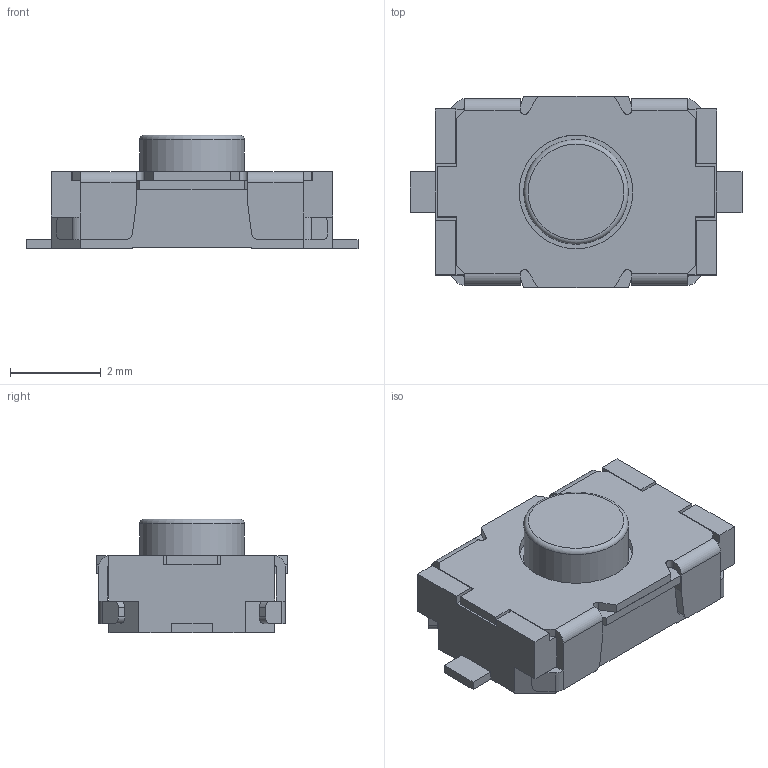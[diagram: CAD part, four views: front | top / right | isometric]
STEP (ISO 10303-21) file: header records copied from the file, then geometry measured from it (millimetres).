
FILE_DESCRIPTION(/* description */ ('Unknown'),/* implementation_level */ '2;1');
FILE_NAME(/* name */ '4307x10258x6',/* time_stamp */ '2020-05-07T13:48:45+02:00',/* author */ ('Unknown'),/* organization */ ('Unknown'),/* preprocessor_version */ 'ST-DEVELOPER v16.7',/* originating_system */ 'DEX',/* authorisation */ $);
FILE_SCHEMA (('AUTOMOTIVE_DESIGN {1 0 10303 214 3 1 1}'));
Length unit declared in the file: millimetre
Products named in the file (4): 4307x10258x6; Base_oa_0; Cover; Pins
Assembly tree (3 placements, depth 2):
  4307x10258x6
    Base_oa_0
    Cover
    Pins
Bounding box: 7.3 x 4.2 x 2.5 mm (x, y, z)
Volume: 43 mm3; surface area: 149.8 mm2
Topology: 4 solids, 4 shells, 224 faces, 609 edges, 398 vertices
Faces by surface type: plane 185, cylinder 38, torus 1
Full cylindrical faces by diameter (mm): 2.3 x1, 2.5 x1
Entity records: 6978 total; most frequent: CARTESIAN_POINT 1302, ORIENTED_EDGE 1210, DIRECTION 1070, EDGE_CURVE 605, LINE 452, VECTOR 452, VERTEX_POINT 397, AXIS2_PLACEMENT_3D 309
